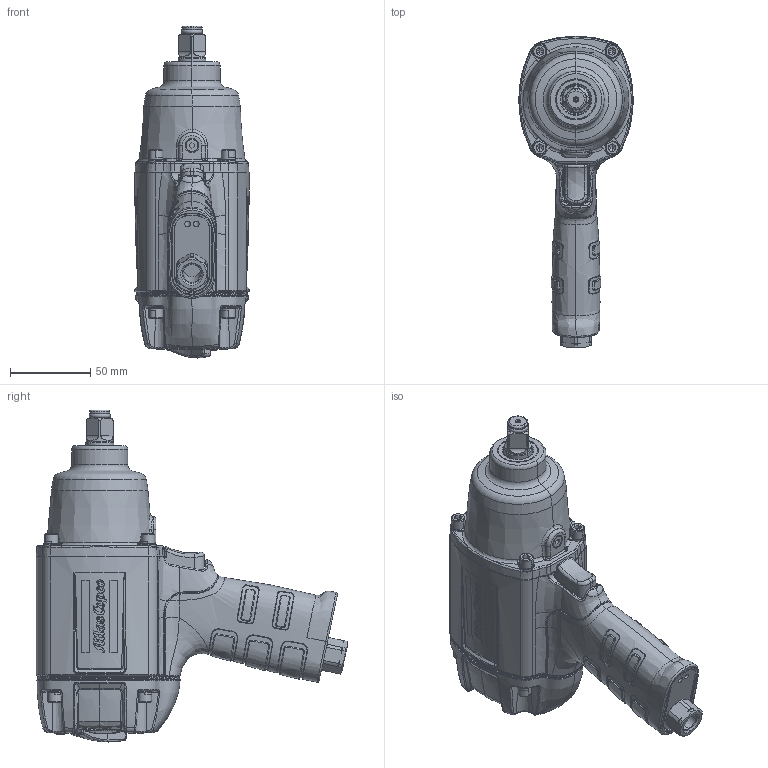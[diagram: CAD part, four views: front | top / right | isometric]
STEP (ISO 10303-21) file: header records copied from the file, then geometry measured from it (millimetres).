
FILE_DESCRIPTION((''),'2;1');
FILE_NAME('EXT_COMP_SW0002','2021-01-11T22:10:15',('INEEXTrab'),(''),'CREO PARAMETRIC BY PTC INC, 2020281','CREO PARAMETRIC BY PTC INC, 2020281','');
FILE_SCHEMA(('CONFIG_CONTROL_DESIGN'));
Length unit declared in the file: inch
Products named in the file (1): EXT_COMP_SW0002
Bounding box: 71 x 193.78 x 206.42 mm (x, y, z)
Volume: 831861.6 mm3; surface area: 75629.2 mm2
Topology: 2 solids, 2 shells, 1739 faces, 4697 edges, 3013 vertices
Faces by surface type: bspline 629, plane 454, cylinder 364, torus 175, cone 78, extrusion 25, sphere 14
Entity records: 116787 total; most frequent: CARTESIAN_POINT 80014, ORIENTED_EDGE 9358, DIRECTION 5144, EDGE_CURVE 4679, VERTEX_POINT 3013, B_SPLINE_CURVE_WITH_KNOTS 2656, AXIS2_PLACEMENT_3D 1986, EDGE_LOOP 1818
